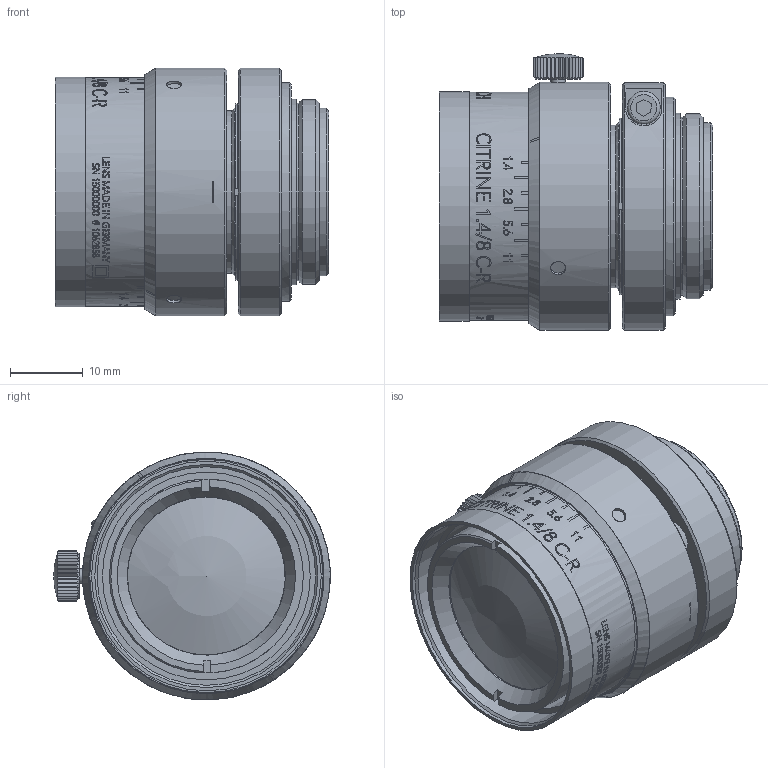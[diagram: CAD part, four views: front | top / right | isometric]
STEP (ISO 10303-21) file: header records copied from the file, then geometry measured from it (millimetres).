
FILE_DESCRIPTION(/* description */ (''),/* implementation_level */ '2;1');
FILE_NAME(/* name */ '1062858_00165381_001.stp',/* time_stamp */ '2021-10-13T12:22:20+02:00',/* author */ (''),/* organization */ (''),/* preprocessor_version */ 'ST-DEVELOPER v16',/* originating_system */ 'SIEMENS PLM Software NX 10.0',/* authorisation */ '');
FILE_SCHEMA (('AP203_CONFIGURATION_CONTROLLED_3D_DESIGN_OF_MECHANICAL_PARTS_AND_ASSEMBLIES_MIM_LF { 1 0 10303 403 2 1 2}'));
Length unit declared in the file: millimetre
Products named in the file (1): Froe4B9CDA0Bwlju
Bounding box: 37.5 x 37.94 x 34 mm (x, y, z)
Volume: 24982.7 mm3; surface area: 12960.8 mm2
Topology: 1 solids, 8 shells, 535 faces, 1792 edges, 1416 vertices
Faces by surface type: cylinder 247, plane 235, cone 41, torus 8, sphere 4
Full cylindrical faces by diameter (mm): 1 x2, 1.1 x1, 1.7 x2, 1.9 x3, 2 x1, 2.05 x3, 2.5 x1, 2.7 x3, 12.1 x1, 12.795 x1, 13.5 x1, 15.6 x1, 16.647 x1, 16.8 x1, 20 x1, 21.7 x1, 22.3 x1, 23 x2, 23.9 x1, 24.4 x1, 24.5 x1, 24.6 x1, 25.4 x1, 25.507 x2, 25.59 x1, 25.607 x1, 26.6 x1, 27 x1, 28.5 x1, 30 x2
Entity records: 22483 total; most frequent: CARTESIAN_POINT 8089, ORIENTED_EDGE 3355, DIRECTION 2219, EDGE_CURVE 1697, VERTEX_POINT 1395, AXIS2_PLACEMENT_3D 904, B_SPLINE_CURVE_WITH_KNOTS 880, EDGE_LOOP 784
